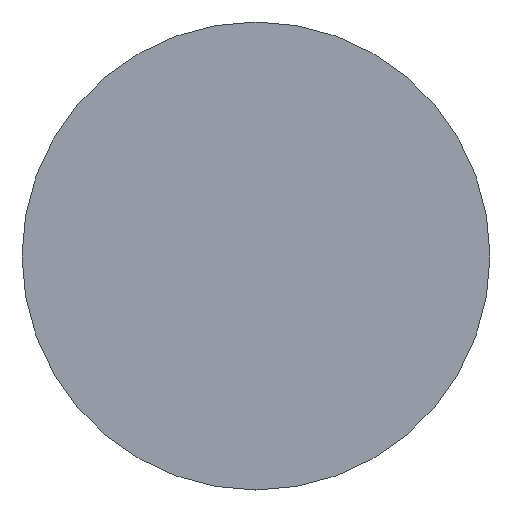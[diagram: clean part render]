
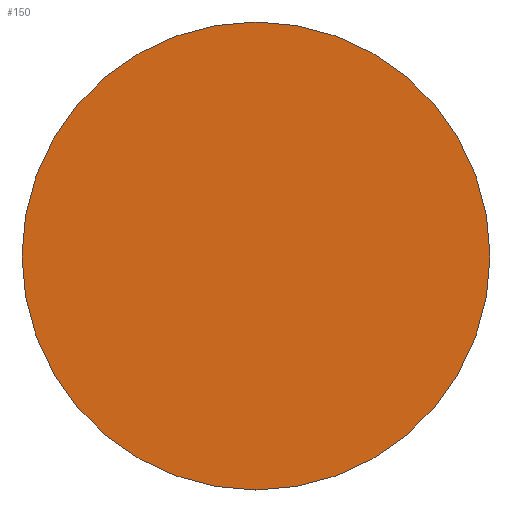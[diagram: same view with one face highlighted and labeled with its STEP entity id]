
A CAD part, top view. The second image highlights one B-rep face of the part: STEP entity #150.
In plain terms, the highlighted planar face has unit normal (0, 0, 1).
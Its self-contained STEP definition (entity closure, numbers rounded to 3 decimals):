
#1 = ORIENTED_EDGE ( 'NONE', *, *, #10, .T. ) ;
#5 = AXIS2_PLACEMENT_3D ( 'NONE', #140, #166, #6 ) ;
#6 = DIRECTION ( 'NONE',  ( 1., 0., 0. ) ) ;
#10 = EDGE_CURVE ( 'NONE', #119, #41, #142, .T. ) ;
#18 = EDGE_LOOP ( 'NONE', ( #133, #1 ) ) ;
#23 = AXIS2_PLACEMENT_3D ( 'NONE', #29, #138, #48 ) ;
#29 = CARTESIAN_POINT ( 'NONE',  ( 0., 0., 0.1 ) ) ;
#30 = PLANE ( 'NONE',  #5 ) ;
#32 = CARTESIAN_POINT ( 'NONE',  ( 25., 0., 0.1 ) ) ;
#41 = VERTEX_POINT ( 'NONE', #97 ) ;
#42 = CARTESIAN_POINT ( 'NONE',  ( 0., 0., 0.1 ) ) ;
#44 = CIRCLE ( 'NONE', #23, 25. ) ;
#48 = DIRECTION ( 'NONE',  ( 1., 0., 0. ) ) ;
#97 = CARTESIAN_POINT ( 'NONE',  ( -25., 0., 0.1 ) ) ;
#106 = AXIS2_PLACEMENT_3D ( 'NONE', #42, #165, #167 ) ;
#107 = FACE_OUTER_BOUND ( 'NONE', #18, .T. ) ;
#119 = VERTEX_POINT ( 'NONE', #32 ) ;
#133 = ORIENTED_EDGE ( 'NONE', *, *, #155, .T. ) ;
#138 = DIRECTION ( 'NONE',  ( 0., 0., 1. ) ) ;
#140 = CARTESIAN_POINT ( 'NONE',  ( 0., 0., 0.1 ) ) ;
#142 = CIRCLE ( 'NONE', #106, 25. ) ;
#150 = ADVANCED_FACE ( 'NONE', ( #107 ), #30, .T. ) ;
#155 = EDGE_CURVE ( 'NONE', #41, #119, #44, .T. ) ;
#165 = DIRECTION ( 'NONE',  ( 0., 0., 1. ) ) ;
#166 = DIRECTION ( 'NONE',  ( 0., 0., 1. ) ) ;
#167 = DIRECTION ( 'NONE',  ( 1., 0., 0. ) ) ;
